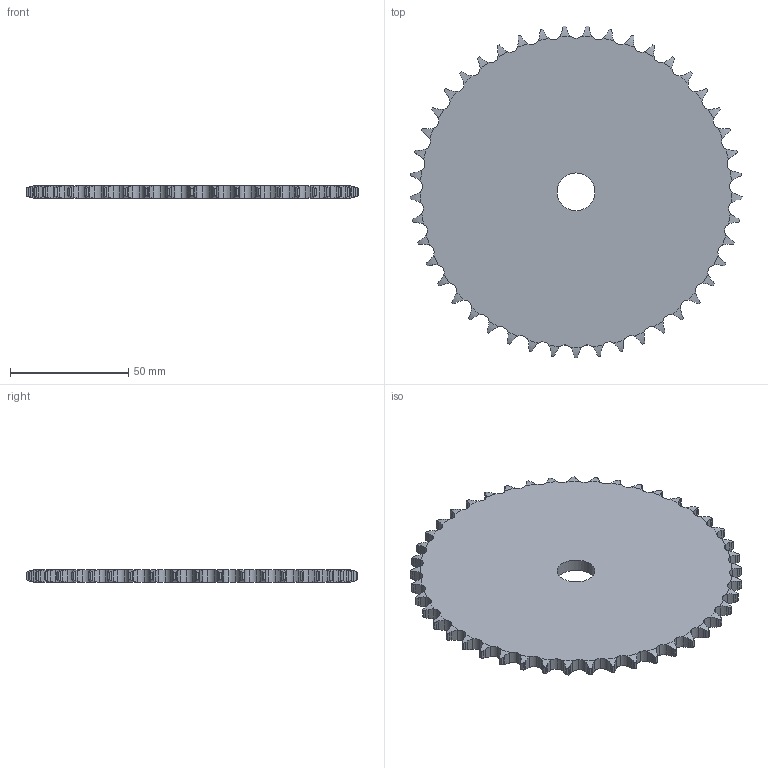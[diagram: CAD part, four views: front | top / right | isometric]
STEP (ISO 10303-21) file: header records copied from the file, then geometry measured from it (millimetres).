
FILE_DESCRIPTION(('FreeCAD Model'),'2;1');
FILE_NAME('Open CASCADE Shape Model','2022-02-06T09:50:34',('FreeCAD'),( 'FreeCAD'),'Open CASCADE STEP processor 7.4','FreeCAD','Unknown');
FILE_SCHEMA(('AUTOMOTIVE_DESIGN { 1 0 10303 214 1 1 1 1 }'));
Products named in the file (1): Open CASCADE STEP translator 7.4 38
Bounding box: 140.64 x 140.56 x 5.3 mm (x, y, z)
Volume: 73202.6 mm3; surface area: 31346.8 mm2
Topology: 1 solids, 1 shells, 500 faces, 1494 edges, 996 vertices
Faces by surface type: cylinder 316, plane 92, torus 92
Full cylindrical faces by diameter (mm): 16 x1
Entity records: 44924 total; most frequent: CARTESIAN_POINT 19797, DIRECTION 3410, ORIENTED_EDGE 2988, PCURVE 2988, DEFINITIONAL_REPRESENTATION 2988, B_SPLINE_CURVE_WITH_KNOTS 2166, LINE 1676, VECTOR 1676
